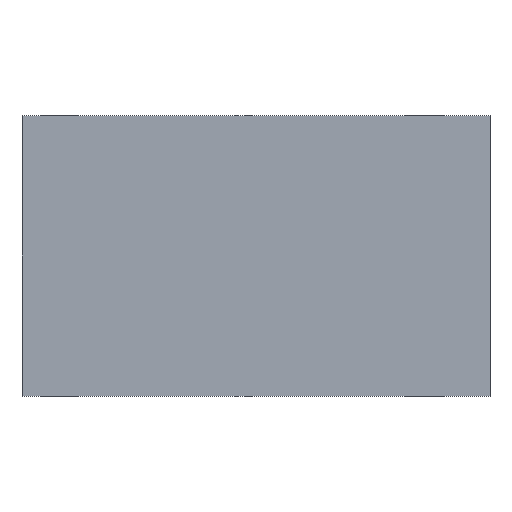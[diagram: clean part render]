
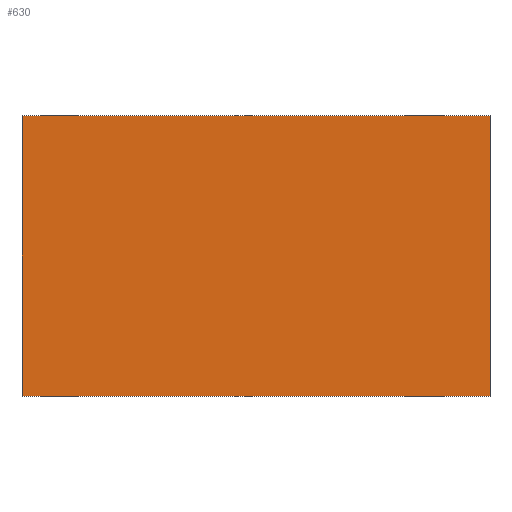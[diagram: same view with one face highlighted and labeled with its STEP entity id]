
A CAD part, front view. The second image highlights one B-rep face of the part: STEP entity #630.
In plain terms, the highlighted planar face has unit normal (0, -1, 0).
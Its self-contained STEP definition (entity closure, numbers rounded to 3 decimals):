
#6 = DIRECTION ( 'NONE',  ( 0., 0., -1. ) ) ;
#10 = LINE ( 'NONE', #262, #156 ) ;
#43 = CARTESIAN_POINT ( 'NONE',  ( 500., 0., 0. ) ) ;
#48 = AXIS2_PLACEMENT_3D ( 'NONE', #43, #415, #657 ) ;
#75 = CARTESIAN_POINT ( 'NONE',  ( 0., 0., 0. ) ) ;
#80 = EDGE_CURVE ( 'NONE', #645, #328, #10, .T. ) ;
#84 = CARTESIAN_POINT ( 'NONE',  ( 0., 0., -300. ) ) ;
#98 = EDGE_CURVE ( 'NONE', #645, #323, #750, .T. ) ;
#101 = CARTESIAN_POINT ( 'NONE',  ( 500., 0., -300. ) ) ;
#156 = VECTOR ( 'NONE', #572, 1000. ) ;
#163 = FACE_OUTER_BOUND ( 'NONE', #739, .T. ) ;
#174 = ORIENTED_EDGE ( 'NONE', *, *, #766, .F. ) ;
#190 = VERTEX_POINT ( 'NONE', #84 ) ;
#202 = CARTESIAN_POINT ( 'NONE',  ( 500., 0., -300. ) ) ;
#262 = CARTESIAN_POINT ( 'NONE',  ( 500., 0., 0. ) ) ;
#303 = ORIENTED_EDGE ( 'NONE', *, *, #536, .T. ) ;
#323 = VERTEX_POINT ( 'NONE', #101 ) ;
#328 = VERTEX_POINT ( 'NONE', #672 ) ;
#352 = VECTOR ( 'NONE', #6, 1000. ) ;
#415 = DIRECTION ( 'NONE',  ( 0., 1., 0. ) ) ;
#454 = DIRECTION ( 'NONE',  ( -1., 0., 0. ) ) ;
#473 = ORIENTED_EDGE ( 'NONE', *, *, #80, .T. ) ;
#511 = LINE ( 'NONE', #202, #701 ) ;
#536 = EDGE_CURVE ( 'NONE', #328, #190, #679, .T. ) ;
#548 = PLANE ( 'NONE',  #48 ) ;
#553 = DIRECTION ( 'NONE',  ( 0., 0., -1. ) ) ;
#572 = DIRECTION ( 'NONE',  ( -1., 0., 0. ) ) ;
#618 = VECTOR ( 'NONE', #553, 1000. ) ;
#630 = ADVANCED_FACE ( 'NONE', ( #163 ), #548, .F. ) ;
#645 = VERTEX_POINT ( 'NONE', #734 ) ;
#657 = DIRECTION ( 'NONE',  ( 0., 0., 1. ) ) ;
#672 = CARTESIAN_POINT ( 'NONE',  ( 0., 0., 0. ) ) ;
#679 = LINE ( 'NONE', #75, #618 ) ;
#692 = CARTESIAN_POINT ( 'NONE',  ( 500., 0., 0. ) ) ;
#701 = VECTOR ( 'NONE', #454, 1000. ) ;
#734 = CARTESIAN_POINT ( 'NONE',  ( 500., 0., 0. ) ) ;
#739 = EDGE_LOOP ( 'NONE', ( #303, #174, #790, #473 ) ) ;
#750 = LINE ( 'NONE', #692, #352 ) ;
#766 = EDGE_CURVE ( 'NONE', #323, #190, #511, .T. ) ;
#790 = ORIENTED_EDGE ( 'NONE', *, *, #98, .F. ) ;
